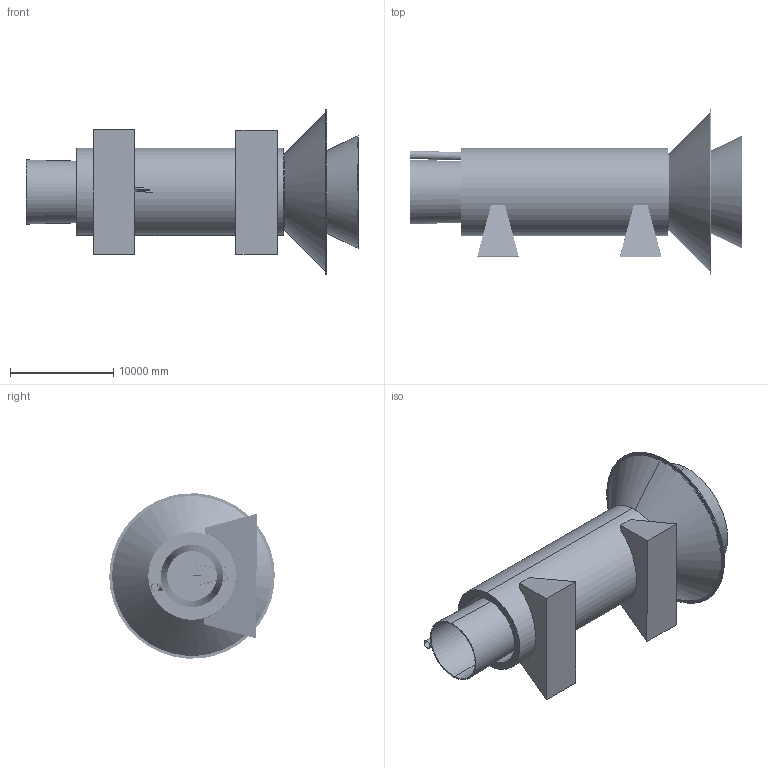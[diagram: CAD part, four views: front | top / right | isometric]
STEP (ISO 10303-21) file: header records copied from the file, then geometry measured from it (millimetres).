
FILE_DESCRIPTION(('FreeCAD Model'),'2;1');
FILE_NAME('Open CASCADE Shape Model','2025-04-27T06:19:15',('FreeCAD'),( 'FreeCAD'),'Open CASCADE STEP processor 7.6','FreeCAD','Unknown');
FILE_SCHEMA(('AUTOMOTIVE_DESIGN { 1 0 10303 214 1 1 1 1 }'));
Products named in the file (1): Open CASCADE STEP translator 7.6 1
Bounding box: 32180.16 x 16034.39 x 16003 mm (x, y, z)
Volume: 815679617868.1 mm3; surface area: 4090862452.5 mm2
Topology: 24 solids, 24 shells, 4646 faces, 11946 edges, 7928 vertices
Faces by surface type: bspline 4646
Entity records: 265952 total; most frequent: CARTESIAN_POINT 199461, ORIENTED_EDGE 23892, EDGE_CURVE 11946, VERTEX_POINT 7928, FACE_BOUND 5792, EDGE_LOOP 5792, B_SPLINE_CURVE_WITH_KNOTS 5202, ADVANCED_FACE 4646
